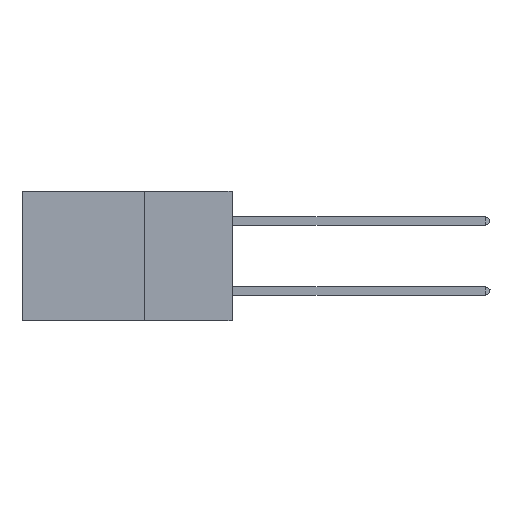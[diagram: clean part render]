
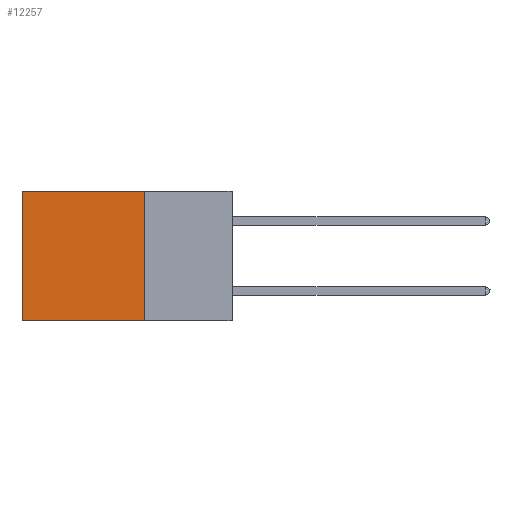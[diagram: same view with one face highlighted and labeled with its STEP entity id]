
A CAD part, left-side view. The second image highlights one B-rep face of the part: STEP entity #12257.
In plain terms, the highlighted planar face has unit normal (-1, 0, 0).
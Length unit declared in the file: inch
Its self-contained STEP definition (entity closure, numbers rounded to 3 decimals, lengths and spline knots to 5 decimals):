
#597 = DIRECTION ( 'NONE',  ( 0., 1., 0. ) ) ;
#1065 = LINE ( 'NONE', #11012, #16735 ) ;
#3634 = FACE_OUTER_BOUND ( 'NONE', #5977, .T. ) ;
#4162 = CARTESIAN_POINT ( 'NONE',  ( 0.2875, 0.25, 0. ) ) ;
#5977 = EDGE_LOOP ( 'NONE', ( #14255, #8417, #21752, #30172 ) ) ;
#7171 = VECTOR ( 'NONE', #21599, 39.37008 ) ;
#8417 = ORIENTED_EDGE ( 'NONE', *, *, #32346, .F. ) ;
#8599 = VERTEX_POINT ( 'NONE', #30512 ) ;
#11012 = CARTESIAN_POINT ( 'NONE',  ( 0.2875, 0.6, 0. ) ) ;
#11136 = VECTOR ( 'NONE', #597, 39.37008 ) ;
#12257 = ADVANCED_FACE ( 'NONE', ( #3634 ), #35297, .F. ) ;
#13063 = CARTESIAN_POINT ( 'NONE',  ( 0.2875, 0.25, 0. ) ) ;
#13797 = LINE ( 'NONE', #18736, #35010 ) ;
#14255 = ORIENTED_EDGE ( 'NONE', *, *, #32099, .T. ) ;
#15135 = DIRECTION ( 'NONE',  ( 0., 0., -1. ) ) ;
#16403 = DIRECTION ( 'NONE',  ( 1., 0., 0. ) ) ;
#16735 = VECTOR ( 'NONE', #15135, 39.37008 ) ;
#18736 = CARTESIAN_POINT ( 'NONE',  ( 0.2875, 0.25, -0.37 ) ) ;
#19979 = LINE ( 'NONE', #24469, #7171 ) ;
#20684 = CARTESIAN_POINT ( 'NONE',  ( 0.2875, 0.6, -0.37 ) ) ;
#21599 = DIRECTION ( 'NONE',  ( 0., 0., -1. ) ) ;
#21752 = ORIENTED_EDGE ( 'NONE', *, *, #29712, .F. ) ;
#22052 = CARTESIAN_POINT ( 'NONE',  ( 0.2875, 0.25, -0.37 ) ) ;
#22139 = DIRECTION ( 'NONE',  ( 0., 1., 0. ) ) ;
#24140 = AXIS2_PLACEMENT_3D ( 'NONE', #4162, #16403, #35571 ) ;
#24469 = CARTESIAN_POINT ( 'NONE',  ( 0.2875, 0.25, 0. ) ) ;
#29264 = EDGE_CURVE ( 'NONE', #8599, #38648, #33354, .T. ) ;
#29712 = EDGE_CURVE ( 'NONE', #8599, #38640, #19979, .T. ) ;
#30172 = ORIENTED_EDGE ( 'NONE', *, *, #29264, .T. ) ;
#30512 = CARTESIAN_POINT ( 'NONE',  ( 0.2875, 0.25, 0. ) ) ;
#31166 = CARTESIAN_POINT ( 'NONE',  ( 0.2875, 0.6, 0. ) ) ;
#32099 = EDGE_CURVE ( 'NONE', #38648, #36261, #1065, .T. ) ;
#32346 = EDGE_CURVE ( 'NONE', #38640, #36261, #13797, .T. ) ;
#33354 = LINE ( 'NONE', #13063, #11136 ) ;
#35010 = VECTOR ( 'NONE', #22139, 39.37008 ) ;
#35297 = PLANE ( 'NONE',  #24140 ) ;
#35571 = DIRECTION ( 'NONE',  ( 0., 0., -1. ) ) ;
#36261 = VERTEX_POINT ( 'NONE', #20684 ) ;
#38640 = VERTEX_POINT ( 'NONE', #22052 ) ;
#38648 = VERTEX_POINT ( 'NONE', #31166 ) ;
